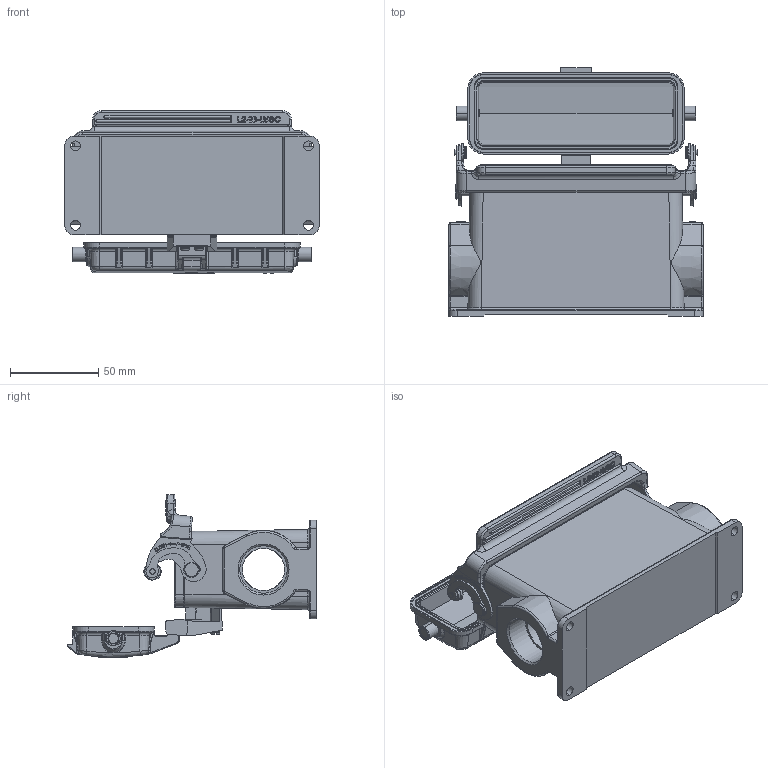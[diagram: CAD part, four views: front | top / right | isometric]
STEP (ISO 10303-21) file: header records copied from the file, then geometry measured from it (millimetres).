
FILE_DESCRIPTION(/* description */ (''),/* implementation_level */ '2;1');
FILE_NAME(/* name */ '3D_1240242615131_HV24B-SFH-1L_SC-MCV-2PG21_V1.1.stp',/* time_stamp */ '2024-01-15T10:20:01+08:00',/* author */ (''),/* organization */ (''),/* preprocessor_version */ 'ST-DEVELOPER v18.1',/* originating_system */ 'SIEMENS PLM Software NX 1980',/* authorisation */ '');
FILE_SCHEMA (('AUTOMOTIVE_DESIGN { 1 0 10303 214 3 1 1 1 }'));
Products named in the file (1): 14593F888800a500
Bounding box: 144 x 141.03 x 92.3 mm (x, y, z)
Volume: 244177.9 mm3; surface area: 108540.2 mm2
Topology: 18 solids, 33 shells, 2321 faces, 6051 edges, 3876 vertices
Faces by surface type: cylinder 949, plane 833, torus 276, bspline 121, cone 76, extrusion 45, sphere 21
Full cylindrical faces by diameter (mm): 4 x2, 24 x2, 26.9 x2
Entity records: 86673 total; most frequent: CARTESIAN_POINT 33777, ORIENTED_EDGE 12036, DIRECTION 9379, EDGE_CURVE 6018, VERTEX_POINT 3873, AXIS2_PLACEMENT_3D 3534, EDGE_LOOP 2487, B_SPLINE_CURVE_WITH_KNOTS 2372
